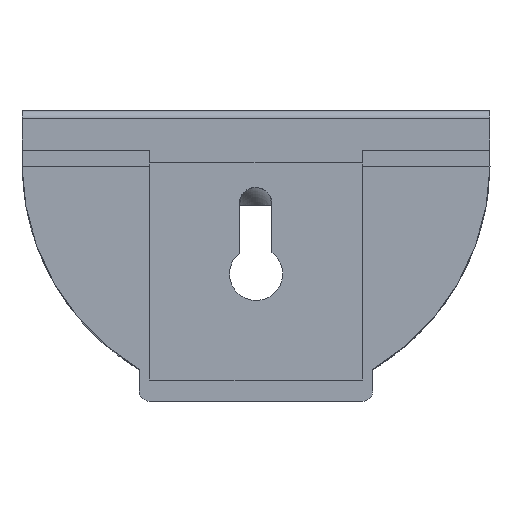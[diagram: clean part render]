
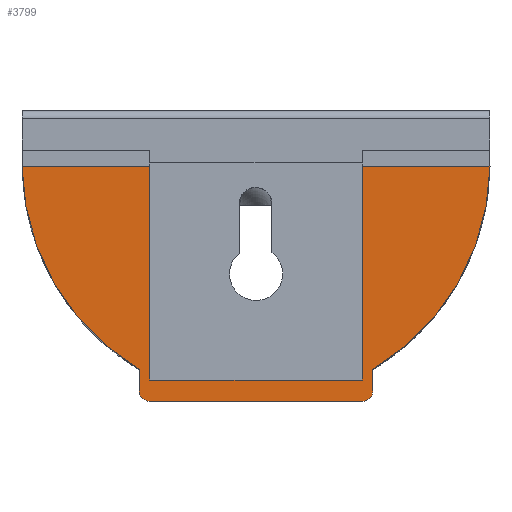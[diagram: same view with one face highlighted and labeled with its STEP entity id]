
A CAD part, front view. The second image highlights one B-rep face of the part: STEP entity #3799.
In plain terms, the highlighted planar face has unit normal (0, -1, 0).
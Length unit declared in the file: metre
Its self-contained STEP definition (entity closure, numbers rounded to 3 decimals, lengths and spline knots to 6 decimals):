
#61=PLANE('',#4095);
#330=LINE('',#5733,#583);
#336=LINE('',#5896,#589);
#347=LINE('',#5926,#600);
#402=LINE('',#6407,#655);
#403=LINE('',#6410,#656);
#404=LINE('',#6412,#657);
#405=LINE('',#6414,#658);
#406=LINE('',#6415,#659);
#407=LINE('',#6417,#660);
#408=LINE('',#6419,#661);
#409=LINE('',#6421,#662);
#583=VECTOR('',#4482,1.);
#589=VECTOR('',#4504,1.);
#600=VECTOR('',#4525,1.);
#655=VECTOR('',#4686,1.);
#656=VECTOR('',#4689,1.);
#657=VECTOR('',#4690,1.);
#658=VECTOR('',#4691,1.);
#659=VECTOR('',#4692,1.);
#660=VECTOR('',#4693,1.);
#661=VECTOR('',#4694,1.);
#662=VECTOR('',#4695,1.);
#1093=ORIENTED_EDGE('',*,*,#2094,.T.);
#1094=ORIENTED_EDGE('',*,*,#2237,.T.);
#1095=ORIENTED_EDGE('',*,*,#2238,.T.);
#1096=ORIENTED_EDGE('',*,*,#2239,.T.);
#1097=ORIENTED_EDGE('',*,*,#2109,.F.);
#1098=ORIENTED_EDGE('',*,*,#2081,.T.);
#1099=ORIENTED_EDGE('',*,*,#2240,.F.);
#1100=ORIENTED_EDGE('',*,*,#2241,.F.);
#1101=ORIENTED_EDGE('',*,*,#2242,.F.);
#1102=ORIENTED_EDGE('',*,*,#2075,.T.);
#1103=ORIENTED_EDGE('',*,*,#2243,.F.);
#1104=ORIENTED_EDGE('',*,*,#2244,.T.);
#1105=ORIENTED_EDGE('',*,*,#2245,.F.);
#1106=ORIENTED_EDGE('',*,*,#2246,.F.);
#1107=ORIENTED_EDGE('',*,*,#2235,.T.);
#2075=EDGE_CURVE('',#2657,#2660,#330,.T.);
#2081=EDGE_CURVE('',#2662,#2666,#3002,.F.);
#2094=EDGE_CURVE('',#2679,#2678,#336,.T.);
#2109=EDGE_CURVE('',#2662,#2686,#347,.T.);
#2235=EDGE_CURVE('',#2791,#2679,#3032,.F.);
#2237=EDGE_CURVE('',#2678,#2792,#3033,.F.);
#2238=EDGE_CURVE('',#2792,#2793,#402,.T.);
#2239=EDGE_CURVE('',#2793,#2686,#3034,.F.);
#2240=EDGE_CURVE('',#2794,#2666,#403,.T.);
#2241=EDGE_CURVE('',#2795,#2794,#404,.T.);
#2242=EDGE_CURVE('',#2657,#2795,#405,.T.);
#2243=EDGE_CURVE('',#2796,#2660,#406,.T.);
#2244=EDGE_CURVE('',#2796,#2797,#407,.T.);
#2245=EDGE_CURVE('',#2798,#2797,#408,.T.);
#2246=EDGE_CURVE('',#2791,#2798,#409,.T.);
#2657=VERTEX_POINT('',#5727);
#2660=VERTEX_POINT('',#5732);
#2662=VERTEX_POINT('',#5737);
#2666=VERTEX_POINT('',#5757);
#2678=VERTEX_POINT('',#5895);
#2679=VERTEX_POINT('',#5897);
#2686=VERTEX_POINT('',#5913);
#2791=VERTEX_POINT('',#6402);
#2792=VERTEX_POINT('',#6406);
#2793=VERTEX_POINT('',#6408);
#2794=VERTEX_POINT('',#6411);
#2795=VERTEX_POINT('',#6413);
#2796=VERTEX_POINT('',#6416);
#2797=VERTEX_POINT('',#6418);
#2798=VERTEX_POINT('',#6420);
#3002=CIRCLE('',#4032,0.022668);
#3032=CIRCLE('',#4094,0.022668);
#3033=CIRCLE('',#4096,0.001);
#3034=CIRCLE('',#4097,0.001);
#3201=EDGE_LOOP('',(#1093,#1094,#1095,#1096,#1097,#1098,#1099,#1100,#1101,
#1102,#1103,#1104,#1105,#1106,#1107));
#3451=FACE_BOUND('',#3201,.T.);
#3799=ADVANCED_FACE('',(#3451),#61,.F.);
#4032=AXIS2_PLACEMENT_3D('',#5758,#4487,#4488);
#4094=AXIS2_PLACEMENT_3D('',#6401,#4679,#4680);
#4095=AXIS2_PLACEMENT_3D('',#6404,#4682,#4683);
#4096=AXIS2_PLACEMENT_3D('',#6405,#4684,#4685);
#4097=AXIS2_PLACEMENT_3D('',#6409,#4687,#4688);
#4482=DIRECTION('',(-1.,0.,0.));
#4487=DIRECTION('',(0.,1.,0.));
#4488=DIRECTION('',(0.,0.,1.));
#4504=DIRECTION('',(0.,0.,-1.));
#4525=DIRECTION('',(0.,0.,-1.));
#4679=DIRECTION('',(0.,1.,0.));
#4680=DIRECTION('',(0.,0.,1.));
#4682=DIRECTION('',(0.,1.,0.));
#4683=DIRECTION('',(-1.,0.,0.));
#4684=DIRECTION('',(0.,1.,0.));
#4685=DIRECTION('',(0.,0.,1.));
#4686=DIRECTION('',(1.,0.,0.));
#4687=DIRECTION('',(0.,1.,0.));
#4688=DIRECTION('',(0.,0.,1.));
#4689=DIRECTION('',(1.,0.,0.));
#4690=DIRECTION('',(0.,0.,1.));
#4691=DIRECTION('',(0.,0.,1.));
#4692=DIRECTION('',(0.,0.,-1.));
#4693=DIRECTION('',(-1.,0.,0.));
#4694=DIRECTION('',(0.,0.,-1.));
#4695=DIRECTION('',(1.,0.,0.));
#5727=CARTESIAN_POINT('',(0.260005,2.5205,0.004659));
#5732=CARTESIAN_POINT('',(0.240005,2.5205,0.004659));
#5733=CARTESIAN_POINT('',(0.243692,2.5205,0.004659));
#5737=CARTESIAN_POINT('',(0.261,2.5205,0.00565));
#5757=CARTESIAN_POINT('',(0.272025,2.5205,0.0248));
#5758=CARTESIAN_POINT('',(0.249358,2.5205,0.0251));
#5895=CARTESIAN_POINT('',(0.239,2.5205,0.003659));
#5896=CARTESIAN_POINT('',(0.239,2.5205,0.004163));
#5897=CARTESIAN_POINT('',(0.239,2.5205,0.00565));
#5913=CARTESIAN_POINT('',(0.261,2.5205,0.003659));
#5926=CARTESIAN_POINT('',(0.261,2.5205,0.004163));
#6401=CARTESIAN_POINT('',(0.250641,2.5205,0.025101));
#6402=CARTESIAN_POINT('',(0.227975,2.5205,0.0248));
#6404=CARTESIAN_POINT('',(0.25,2.5205,0.028476));
#6405=CARTESIAN_POINT('',(0.24,2.5205,0.003659));
#6406=CARTESIAN_POINT('',(0.24,2.5205,0.002659));
#6407=CARTESIAN_POINT('',(0.25,2.5205,0.002659));
#6408=CARTESIAN_POINT('',(0.26,2.5205,0.002659));
#6409=CARTESIAN_POINT('',(0.26,2.5205,0.003659));
#6410=CARTESIAN_POINT('',(0.25,2.5205,0.0248));
#6411=CARTESIAN_POINT('',(0.26,2.5205,0.0248));
#6412=CARTESIAN_POINT('',(0.26,2.5205,0.025102));
#6413=CARTESIAN_POINT('',(0.260003,2.5205,0.0051));
#6414=CARTESIAN_POINT('',(0.260005,2.5205,0.004881));
#6415=CARTESIAN_POINT('',(0.240005,2.5205,0.004879));
#6416=CARTESIAN_POINT('',(0.240005,2.5205,0.0051));
#6417=CARTESIAN_POINT('',(0.25,2.5205,0.0051));
#6418=CARTESIAN_POINT('',(0.24,2.5205,0.0051));
#6419=CARTESIAN_POINT('',(0.24,2.5205,0.025102));
#6420=CARTESIAN_POINT('',(0.24,2.5205,0.0248));
#6421=CARTESIAN_POINT('',(0.25,2.5205,0.0248));
